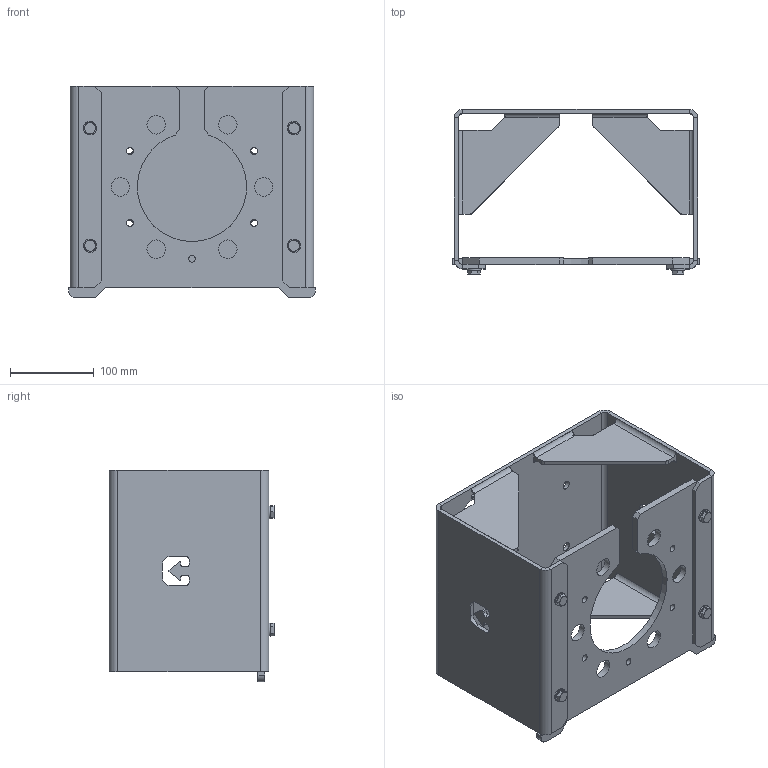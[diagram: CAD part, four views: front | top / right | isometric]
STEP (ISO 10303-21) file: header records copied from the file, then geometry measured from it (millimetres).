
FILE_DESCRIPTION(/* description */ (''),/* implementation_level */ '2;1');
FILE_NAME(/* name */ '241220-T95CMB-Trger- Deckanhalter.stp',/* time_stamp */ '2024-12-20T11:23:20+01:00',/* author */ ('Alexander Kruse'),/* organization */ (''),/* preprocessor_version */ 'ST-DEVELOPER v20',/* originating_system */ 'Autodesk Inventor 2025',/* authorisation */ '');
FILE_SCHEMA (('AUTOMOTIVE_DESIGN { 1 0 10303 214 3 1 1 }'));
Length unit declared in the file: millimetre
Products named in the file (8): CMB Träger- Deckanhalter_VA4.1K_rev.01; CMB Deckenhalter Teil I_rev.04; CMB Deckenhalter Teil I_rev.04_1; CMB Deckenhalter Teil I_rev.04_2; CMB Deckenhalter Teil II_Rippe_rev.00; CMB Deckenhalter Teil II_rev.03; DIN 933 - M8  x 12; M8 VA U.-Scheibe
Assembly tree (16 placements, depth 3):
  CMB Träger- Deckanhalter_VA4.1K_rev.01
    CMB Deckenhalter Teil I_rev.04
      CMB Deckenhalter Teil I_rev.04_1
      CMB Deckenhalter Teil I_rev.04_2
      CMB Deckenhalter Teil II_Rippe_rev.00  x4
    CMB Deckenhalter Teil II_rev.03
    DIN 933 - M8  x 12  x4
    M8 VA U.-Scheibe  x4
Bounding box: 294 x 196.9 x 252 mm (x, y, z)
Volume: 1386914.8 mm3; surface area: 558537.6 mm2
Topology: 30 solids, 30 shells, 375 faces, 853 edges, 546 vertices
Faces by surface type: plane 227, cylinder 108, cone 40
Full cylindrical faces by diameter (mm): 6.647 x4, 7.323 x4, 8 x4, 8.2 x5, 8.4 x4, 9.5 x4, 10.5 x4, 11.4 x4, 16 x4, 22 x6, 25 x4
Entity records: 7991 total; most frequent: DIRECTION 1368, CARTESIAN_POINT 1324, ORIENTED_EDGE 1232, EDGE_CURVE 616, AXIS2_PLACEMENT_3D 476, LINE 416, VECTOR 416, VERTEX_POINT 396
